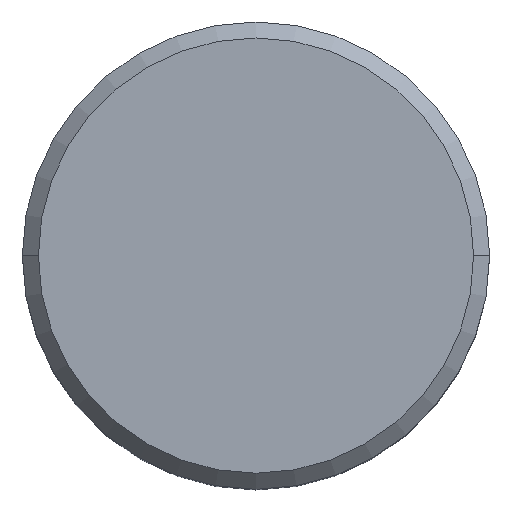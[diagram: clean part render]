
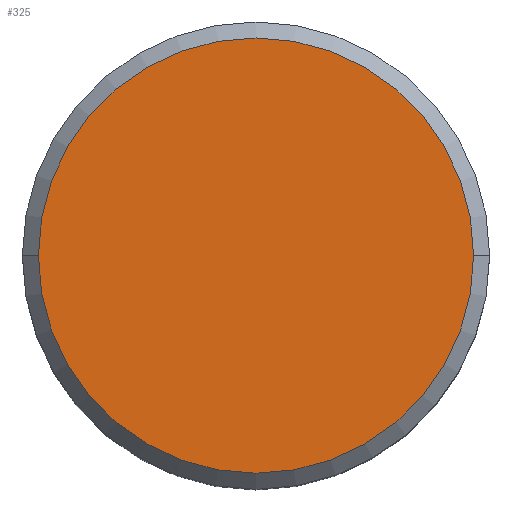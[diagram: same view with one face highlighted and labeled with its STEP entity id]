
A CAD part, top view. The second image highlights one B-rep face of the part: STEP entity #325.
In plain terms, the highlighted planar face has unit normal (0, 0, 1).
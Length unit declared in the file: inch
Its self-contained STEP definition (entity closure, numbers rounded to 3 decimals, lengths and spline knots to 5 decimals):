
#17 = DIRECTION ( 'NONE',  ( -1., 0., 0. ) ) ;
#48 = CARTESIAN_POINT ( 'NONE',  ( 0., 0.20375, 0. ) ) ;
#70 = CIRCLE ( 'NONE', #131, 0.20375 ) ;
#81 = ORIENTED_EDGE ( 'NONE', *, *, #437, .T. ) ;
#95 = DIRECTION ( 'NONE',  ( 1., 0., 0. ) ) ;
#131 = AXIS2_PLACEMENT_3D ( 'NONE', #376, #230, #95 ) ;
#140 = DIRECTION ( 'NONE',  ( 1., 0., 0. ) ) ;
#157 = CARTESIAN_POINT ( 'NONE',  ( 0.20375, 0., 0. ) ) ;
#207 = VERTEX_POINT ( 'NONE', #157 ) ;
#215 = EDGE_LOOP ( 'NONE', ( #315, #81 ) ) ;
#224 = AXIS2_PLACEMENT_3D ( 'NONE', #384, #391, #140 ) ;
#230 = DIRECTION ( 'NONE',  ( 0., 0., 1. ) ) ;
#234 = CARTESIAN_POINT ( 'NONE',  ( -0.20375, 0., 0. ) ) ;
#263 = FACE_OUTER_BOUND ( 'NONE', #215, .T. ) ;
#301 = PLANE ( 'NONE',  #407 ) ;
#302 = CIRCLE ( 'NONE', #224, 0.20375 ) ;
#315 = ORIENTED_EDGE ( 'NONE', *, *, #397, .T. ) ;
#325 = ADVANCED_FACE ( 'NONE', ( #263 ), #301, .F. ) ;
#340 = DIRECTION ( 'NONE',  ( 0., 0., -1. ) ) ;
#376 = CARTESIAN_POINT ( 'NONE',  ( 0., 0., 0. ) ) ;
#384 = CARTESIAN_POINT ( 'NONE',  ( 0., 0., 0. ) ) ;
#391 = DIRECTION ( 'NONE',  ( 0., 0., 1. ) ) ;
#392 = VERTEX_POINT ( 'NONE', #234 ) ;
#397 = EDGE_CURVE ( 'NONE', #392, #207, #70, .T. ) ;
#407 = AXIS2_PLACEMENT_3D ( 'NONE', #48, #340, #17 ) ;
#437 = EDGE_CURVE ( 'NONE', #207, #392, #302, .T. ) ;
